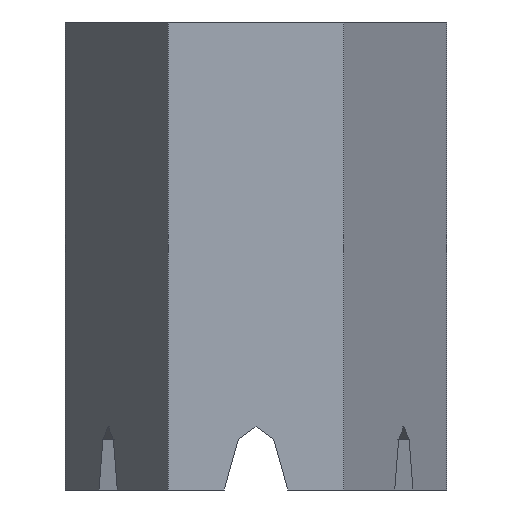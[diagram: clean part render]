
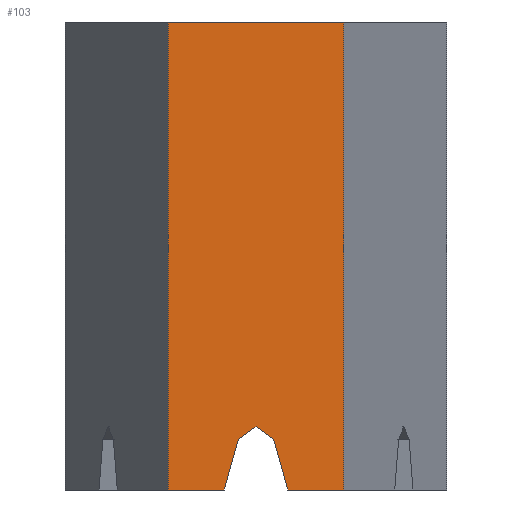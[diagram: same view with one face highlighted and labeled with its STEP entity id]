
A CAD part, front view. The second image highlights one B-rep face of the part: STEP entity #103.
In plain terms, the highlighted planar face has unit normal (0, -1, 0).
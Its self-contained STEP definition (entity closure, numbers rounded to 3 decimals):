
#103=ADVANCED_FACE('',(#197),#1381,.T.);
#197=FACE_OUTER_BOUND('',#292,.T.);
#292=EDGE_LOOP('',(#672,#673,#674,#675,#676,#677,#678,#679,#680));
#672=ORIENTED_EDGE('',*,*,#976,.T.);
#673=ORIENTED_EDGE('',*,*,#756,.F.);
#674=ORIENTED_EDGE('',*,*,#975,.F.);
#675=ORIENTED_EDGE('',*,*,#955,.F.);
#676=ORIENTED_EDGE('',*,*,#905,.T.);
#677=ORIENTED_EDGE('',*,*,#907,.T.);
#678=ORIENTED_EDGE('',*,*,#908,.T.);
#679=ORIENTED_EDGE('',*,*,#906,.T.);
#680=ORIENTED_EDGE('',*,*,#791,.F.);
#756=EDGE_CURVE('',#1211,#1213,#984,.T.);
#791=EDGE_CURVE('',#1239,#1321,#1019,.T.);
#905=EDGE_CURVE('',#1318,#1319,#1133,.T.);
#906=EDGE_CURVE('',#1320,#1321,#1134,.T.);
#907=EDGE_CURVE('',#1319,#1322,#1135,.T.);
#908=EDGE_CURVE('',#1322,#1320,#1136,.T.);
#955=EDGE_CURVE('',#1318,#1240,#1183,.T.);
#975=EDGE_CURVE('',#1240,#1211,#1203,.T.);
#976=EDGE_CURVE('',#1239,#1213,#1204,.T.);
#984=B_SPLINE_CURVE_WITH_KNOTS('',1,(#1889,#1890),.UNSPECIFIED.,.F.,.F.,
(2,2),(13.084,14.206),.UNSPECIFIED.);
#1019=B_SPLINE_CURVE_WITH_KNOTS('',1,(#1959,#1960),.UNSPECIFIED.,.F.,.F.,
(2,2),(-14.206,-13.848),.UNSPECIFIED.);
#1133=B_SPLINE_CURVE_WITH_KNOTS('',1,(#2303,#2304),.UNSPECIFIED.,.F.,.F.,
(2,2),(0.,2.01),.UNSPECIFIED.);
#1134=B_SPLINE_CURVE_WITH_KNOTS('',1,(#2305,#2306),.UNSPECIFIED.,.F.,.F.,
(2,2),(3.73,5.74),.UNSPECIFIED.);
#1135=B_SPLINE_CURVE_WITH_KNOTS('',1,(#2307,#2308),.UNSPECIFIED.,.F.,.F.,
(2,2),(2.01,2.87),.UNSPECIFIED.);
#1136=B_SPLINE_CURVE_WITH_KNOTS('',1,(#2309,#2310),.UNSPECIFIED.,.F.,.F.,
(2,2),(2.87,3.73),.UNSPECIFIED.);
#1183=B_SPLINE_CURVE_WITH_KNOTS('',1,(#2411,#2412),.UNSPECIFIED.,.F.,.F.,
(2,2),(-13.442,-13.084),.UNSPECIFIED.);
#1203=B_SPLINE_CURVE_WITH_KNOTS('',1,(#2451,#2452),.UNSPECIFIED.,.F.,.F.,
(2,2),(0.,18.5),.UNSPECIFIED.);
#1204=B_SPLINE_CURVE_WITH_KNOTS('',1,(#2453,#2454),.UNSPECIFIED.,.F.,.F.,
(2,2),(0.,18.5),.UNSPECIFIED.);
#1211=VERTEX_POINT('',#1750);
#1213=VERTEX_POINT('',#1752);
#1239=VERTEX_POINT('',#1778);
#1240=VERTEX_POINT('',#1779);
#1318=VERTEX_POINT('',#1857);
#1319=VERTEX_POINT('',#1858);
#1320=VERTEX_POINT('',#1859);
#1321=VERTEX_POINT('',#1860);
#1322=VERTEX_POINT('',#1861);
#1381=PLANE('',#1495);
#1495=AXIS2_PLACEMENT_3D('',#1689,#1592,$);
#1592=DIRECTION('',(0.,-1.,0.));
#1689=CARTESIAN_POINT('',(37.003,-24.05,-3.5));
#1750=CARTESIAN_POINT('',(37.003,-24.05,15.));
#1752=CARTESIAN_POINT('',(43.947,-24.05,15.));
#1778=CARTESIAN_POINT('',(43.947,-24.05,-3.5));
#1779=CARTESIAN_POINT('',(37.003,-24.05,-3.5));
#1857=CARTESIAN_POINT('',(39.217,-24.05,-3.5));
#1858=CARTESIAN_POINT('',(39.775,-24.05,-1.5));
#1859=CARTESIAN_POINT('',(41.175,-24.05,-1.5));
#1860=CARTESIAN_POINT('',(41.733,-24.05,-3.5));
#1861=CARTESIAN_POINT('',(40.475,-24.05,-1.));
#1889=CARTESIAN_POINT('',(37.003,-24.05,15.));
#1890=CARTESIAN_POINT('',(43.947,-24.05,15.));
#1959=CARTESIAN_POINT('',(43.947,-24.05,-3.5));
#1960=CARTESIAN_POINT('',(41.733,-24.05,-3.5));
#2303=CARTESIAN_POINT('',(39.217,-24.05,-3.5));
#2304=CARTESIAN_POINT('',(39.775,-24.05,-1.5));
#2305=CARTESIAN_POINT('',(41.175,-24.05,-1.5));
#2306=CARTESIAN_POINT('',(41.733,-24.05,-3.5));
#2307=CARTESIAN_POINT('',(39.775,-24.05,-1.5));
#2308=CARTESIAN_POINT('',(40.475,-24.05,-1.));
#2309=CARTESIAN_POINT('',(40.475,-24.05,-1.));
#2310=CARTESIAN_POINT('',(41.175,-24.05,-1.5));
#2411=CARTESIAN_POINT('',(39.217,-24.05,-3.5));
#2412=CARTESIAN_POINT('',(37.003,-24.05,-3.5));
#2451=CARTESIAN_POINT('',(37.003,-24.05,-3.5));
#2452=CARTESIAN_POINT('',(37.003,-24.05,15.));
#2453=CARTESIAN_POINT('',(43.947,-24.05,-3.5));
#2454=CARTESIAN_POINT('',(43.947,-24.05,15.));
